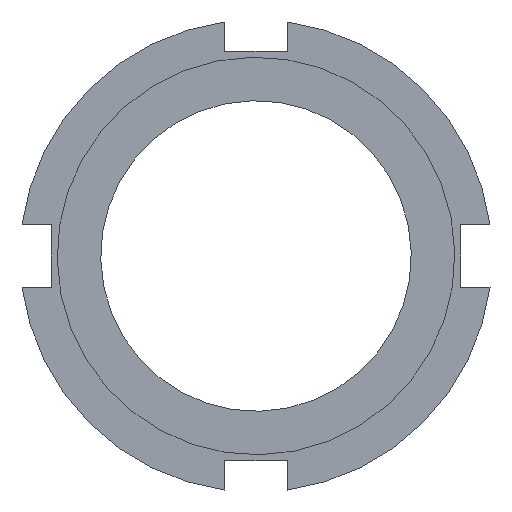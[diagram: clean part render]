
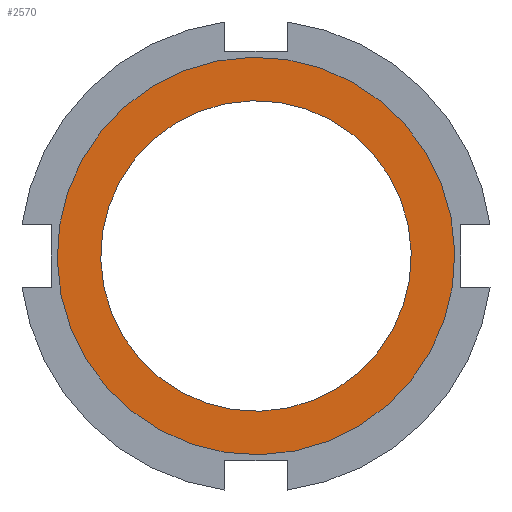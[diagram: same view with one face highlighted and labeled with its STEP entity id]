
A CAD part, front view. The second image highlights one B-rep face of the part: STEP entity #2570.
In plain terms, the highlighted planar face has unit normal (0, -1, 0).
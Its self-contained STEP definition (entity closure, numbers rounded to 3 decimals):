
#2220=CARTESIAN_POINT('',(0.,-75.8,16.));
#2230=DIRECTION('',(0.,1.,0.));
#2240=DIRECTION('',(1.,0.,0.));
#2250=AXIS2_PLACEMENT_3D('',#2220,#2230,#2240);
#2260=PLANE('',#2250);
#2270=CARTESIAN_POINT('',(0.,-75.8,0.));
#2280=DIRECTION('',(0.,-1.,0.));
#2290=DIRECTION('',(0.479,0.,0.878));
#2300=AXIS2_PLACEMENT_3D('',#2270,#2280,#2290);
#2310=CIRCLE('',#2300,16.);
#2320=CARTESIAN_POINT('',(-7.671,-75.8,-14.041));
#2330=VERTEX_POINT('',#2320);
#2340=CARTESIAN_POINT('',(7.671,-75.8,14.041));
#2350=VERTEX_POINT('',#2340);
#2360=EDGE_CURVE('',#2330,#2350,#2310,.T.);
#2370=ORIENTED_EDGE('',*,*,#2360,.T.);
#2380=EDGE_CURVE('',#2350,#2330,#2310,.T.);
#2390=ORIENTED_EDGE('',*,*,#2380,.T.);
#2400=EDGE_LOOP('',(#2390,#2370));
#2410=FACE_OUTER_BOUND('',#2400,.T.);
#2420=CARTESIAN_POINT('',(0.,-75.8,0.));
#2430=DIRECTION('',(0.,1.,0.));
#2440=DIRECTION('',(-0.479,0.,-0.878));
#2450=AXIS2_PLACEMENT_3D('',#2420,#2430,#2440);
#2460=CIRCLE('',#2450,12.5);
#2470=CARTESIAN_POINT('',(5.993,-75.8,10.97));
#2480=VERTEX_POINT('',#2470);
#2490=CARTESIAN_POINT('',(-5.993,-75.8,-10.97));
#2500=VERTEX_POINT('',#2490);
#2510=EDGE_CURVE('',#2480,#2500,#2460,.T.);
#2520=ORIENTED_EDGE('',*,*,#2510,.T.);
#2530=EDGE_CURVE('',#2500,#2480,#2460,.T.);
#2540=ORIENTED_EDGE('',*,*,#2530,.T.);
#2550=EDGE_LOOP('',(#2540,#2520));
#2560=FACE_BOUND('',#2550,.T.);
#2570=ADVANCED_FACE('',(#2410,#2560),#2260,.F.);
